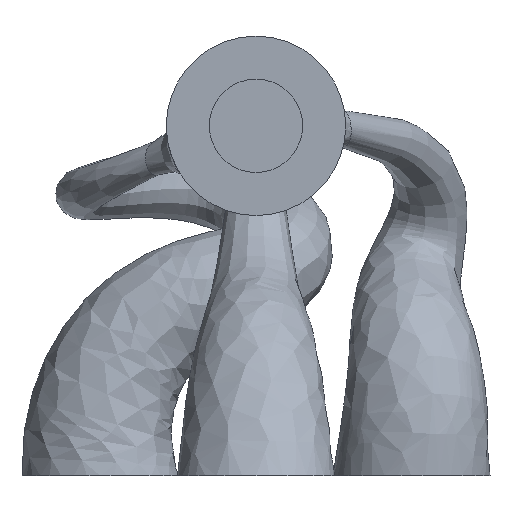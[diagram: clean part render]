
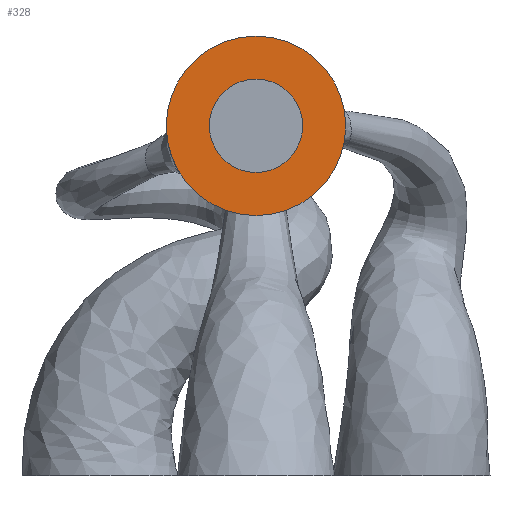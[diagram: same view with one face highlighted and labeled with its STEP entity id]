
A CAD part, front view. The second image highlights one B-rep face of the part: STEP entity #328.
In plain terms, the highlighted planar face has unit normal (0, -1, 0).
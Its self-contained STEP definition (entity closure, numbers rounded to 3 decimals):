
#19=FACE_BOUND('',#107,.T.);
#60=PLANE('',#373);
#81=FACE_OUTER_BOUND('',#106,.T.);
#106=EDGE_LOOP('',(#302));
#107=EDGE_LOOP('',(#303));
#124=CIRCLE('',#357,10.);
#132=CIRCLE('',#370,5.2);
#146=VERTEX_POINT('',#1509);
#164=VERTEX_POINT('',#2960);
#183=EDGE_CURVE('',#146,#146,#124,.T.);
#209=EDGE_CURVE('',#164,#164,#132,.T.);
#302=ORIENTED_EDGE('',*,*,#183,.T.);
#303=ORIENTED_EDGE('',*,*,#209,.T.);
#328=ADVANCED_FACE('',(#81,#19),#60,.T.);
#357=AXIS2_PLACEMENT_3D('',#1510,#407,#408);
#370=AXIS2_PLACEMENT_3D('',#2961,#433,#434);
#373=AXIS2_PLACEMENT_3D('',#2966,#440,#441);
#407=DIRECTION('center_axis',(0.,-1.,0.));
#408=DIRECTION('ref_axis',(1.,0.,0.));
#433=DIRECTION('center_axis',(0.,1.,0.));
#434=DIRECTION('ref_axis',(1.,0.,0.));
#440=DIRECTION('center_axis',(0.,-1.,0.));
#441=DIRECTION('ref_axis',(0.,0.,-1.));
#1509=CARTESIAN_POINT('',(0.,11.,49.));
#1510=CARTESIAN_POINT('Origin',(0.,11.,39.));
#2960=CARTESIAN_POINT('',(-5.2,11.,39.));
#2961=CARTESIAN_POINT('Origin',(0.,11.,39.));
#2966=CARTESIAN_POINT('Origin',(0.,11.,39.));
